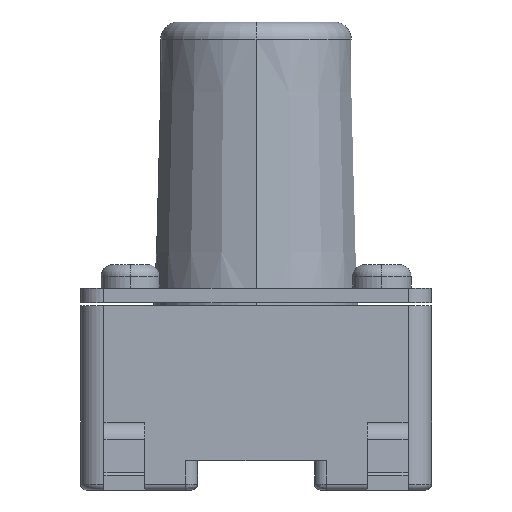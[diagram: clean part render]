
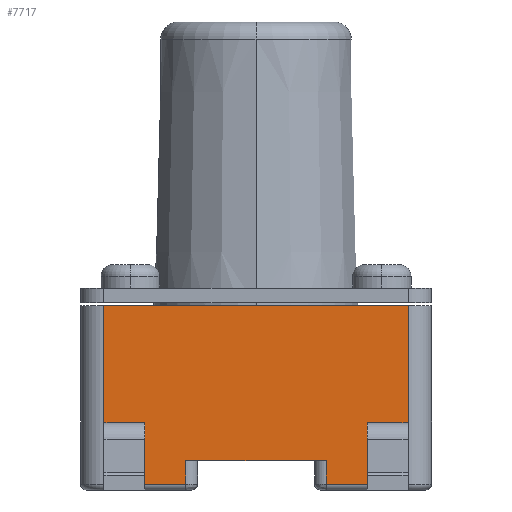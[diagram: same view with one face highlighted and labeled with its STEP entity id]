
A CAD part, left-side view. The second image highlights one B-rep face of the part: STEP entity #7717.
In plain terms, the highlighted planar face has unit normal (-1, 0, 0).
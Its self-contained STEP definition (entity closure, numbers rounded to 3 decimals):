
#73 = ORIENTED_EDGE ( 'NONE', *, *, #16676, .F. ) ;
#375 = CARTESIAN_POINT ( 'NONE',  ( -3., 1.2, -0.4 ) ) ;
#419 = CARTESIAN_POINT ( 'NONE',  ( -3., 2.6, -0.4 ) ) ;
#712 = LINE ( 'NONE', #10276, #8741 ) ;
#932 = DIRECTION ( 'NONE',  ( 0., 0., -1. ) ) ;
#1184 = VERTEX_POINT ( 'NONE', #14180 ) ;
#1215 = CARTESIAN_POINT ( 'NONE',  ( -3., 1.9, 0.4 ) ) ;
#1438 = EDGE_CURVE ( 'NONE', #6660, #1184, #10822, .T. ) ;
#1524 = VECTOR ( 'NONE', #4203, 1000. ) ;
#1533 = VERTEX_POINT ( 'NONE', #5490 ) ;
#1667 = CARTESIAN_POINT ( 'NONE',  ( -3., 2.6, -0.4 ) ) ;
#1745 = LINE ( 'NONE', #11328, #9375 ) ;
#1760 = ORIENTED_EDGE ( 'NONE', *, *, #2070, .T. ) ;
#1781 = ORIENTED_EDGE ( 'NONE', *, *, #13801, .T. ) ;
#1951 = EDGE_CURVE ( 'NONE', #9432, #7684, #12427, .T. ) ;
#1989 = ORIENTED_EDGE ( 'NONE', *, *, #14217, .T. ) ;
#1990 = CARTESIAN_POINT ( 'NONE',  ( -3., -1.2, 0. ) ) ;
#2070 = EDGE_CURVE ( 'NONE', #7085, #15112, #6724, .T. ) ;
#2352 = CARTESIAN_POINT ( 'NONE',  ( -3., -1.9, 0.65 ) ) ;
#2673 = VECTOR ( 'NONE', #932, 1000. ) ;
#2756 = EDGE_CURVE ( 'NONE', #10631, #18854, #13129, .T. ) ;
#2808 = CARTESIAN_POINT ( 'NONE',  ( -3., -2.6, 0.65 ) ) ;
#2833 = CARTESIAN_POINT ( 'NONE',  ( -3., 3., 0. ) ) ;
#2925 = VECTOR ( 'NONE', #3061, 1000. ) ;
#2970 = CARTESIAN_POINT ( 'NONE',  ( -3., 2.6, 0.65 ) ) ;
#3061 = DIRECTION ( 'NONE',  ( 0., -1., 0. ) ) ;
#3259 = ORIENTED_EDGE ( 'NONE', *, *, #1438, .F. ) ;
#3273 = CARTESIAN_POINT ( 'NONE',  ( -3., -2.6, 0.4 ) ) ;
#3380 = EDGE_LOOP ( 'NONE', ( #4715, #17791, #12011, #73, #1760, #9357, #5003, #17457, #4723, #1989, #20156, #6038, #17368, #3259, #13695, #1781 ) ) ;
#3973 = FACE_OUTER_BOUND ( 'NONE', #3380, .T. ) ;
#4203 = DIRECTION ( 'NONE',  ( 0., -1., 0. ) ) ;
#4325 = VERTEX_POINT ( 'NONE', #375 ) ;
#4340 = LINE ( 'NONE', #5769, #19611 ) ;
#4355 = CARTESIAN_POINT ( 'NONE',  ( -3., 1.2, 0. ) ) ;
#4382 = DIRECTION ( 'NONE',  ( 0., 1., 0. ) ) ;
#4553 = CARTESIAN_POINT ( 'NONE',  ( -3., -1.2, 0. ) ) ;
#4568 = DIRECTION ( 'NONE',  ( 0., 0., 1. ) ) ;
#4578 = VERTEX_POINT ( 'NONE', #4355 ) ;
#4715 = ORIENTED_EDGE ( 'NONE', *, *, #2756, .F. ) ;
#4723 = ORIENTED_EDGE ( 'NONE', *, *, #11079, .F. ) ;
#4730 = CARTESIAN_POINT ( 'NONE',  ( -3., 1.9, 0.65 ) ) ;
#4843 = DIRECTION ( 'NONE',  ( 0., 0., 1. ) ) ;
#4936 = LINE ( 'NONE', #1667, #12067 ) ;
#5003 = ORIENTED_EDGE ( 'NONE', *, *, #1951, .F. ) ;
#5011 = CARTESIAN_POINT ( 'NONE',  ( -3., -2.6, 0.4 ) ) ;
#5157 = VECTOR ( 'NONE', #11108, 1000. ) ;
#5471 = LINE ( 'NONE', #13315, #19284 ) ;
#5490 = CARTESIAN_POINT ( 'NONE',  ( -3., 2.6, 2.65 ) ) ;
#5599 = DIRECTION ( 'NONE',  ( 0., -1., 0. ) ) ;
#5769 = CARTESIAN_POINT ( 'NONE',  ( -3., 1.2, -0.4 ) ) ;
#6021 = VECTOR ( 'NONE', #4568, 1000. ) ;
#6038 = ORIENTED_EDGE ( 'NONE', *, *, #19675, .T. ) ;
#6094 = VECTOR ( 'NONE', #16862, 1000. ) ;
#6359 = EDGE_CURVE ( 'NONE', #1533, #8590, #12444, .T. ) ;
#6660 = VERTEX_POINT ( 'NONE', #8430 ) ;
#6724 = LINE ( 'NONE', #10257, #16560 ) ;
#6841 = VECTOR ( 'NONE', #4382, 1000. ) ;
#7080 = VECTOR ( 'NONE', #15617, 1000. ) ;
#7085 = VERTEX_POINT ( 'NONE', #12949 ) ;
#7175 = LINE ( 'NONE', #1990, #2673 ) ;
#7546 = CARTESIAN_POINT ( 'NONE',  ( -3., -2.6, -0.4 ) ) ;
#7684 = VERTEX_POINT ( 'NONE', #1215 ) ;
#7717 = ADVANCED_FACE ( 'NONE', ( #3973 ), #11814, .T. ) ;
#8430 = CARTESIAN_POINT ( 'NONE',  ( -3., -2.6, 0.4 ) ) ;
#8585 = EDGE_CURVE ( 'NONE', #4578, #17076, #19490, .T. ) ;
#8590 = VERTEX_POINT ( 'NONE', #10408 ) ;
#8679 = DIRECTION ( 'NONE',  ( 0., 0., 1. ) ) ;
#8741 = VECTOR ( 'NONE', #8679, 1000. ) ;
#8778 = DIRECTION ( 'NONE',  ( -1., 0., 0. ) ) ;
#9130 = DIRECTION ( 'NONE',  ( 0., 1., 0. ) ) ;
#9357 = ORIENTED_EDGE ( 'NONE', *, *, #10928, .F. ) ;
#9375 = VECTOR ( 'NONE', #9779, 1000. ) ;
#9432 = VERTEX_POINT ( 'NONE', #16139 ) ;
#9779 = DIRECTION ( 'NONE',  ( 0., 0., -1. ) ) ;
#10257 = CARTESIAN_POINT ( 'NONE',  ( -3., 2.6, 0.65 ) ) ;
#10276 = CARTESIAN_POINT ( 'NONE',  ( -3., -1.9, 0.4 ) ) ;
#10408 = CARTESIAN_POINT ( 'NONE',  ( -3., -2.6, 2.65 ) ) ;
#10479 = LINE ( 'NONE', #7546, #6841 ) ;
#10631 = VERTEX_POINT ( 'NONE', #15801 ) ;
#10822 = LINE ( 'NONE', #5011, #7080 ) ;
#10928 = EDGE_CURVE ( 'NONE', #7684, #15112, #5471, .T. ) ;
#11079 = EDGE_CURVE ( 'NONE', #4325, #13522, #4340, .T. ) ;
#11108 = DIRECTION ( 'NONE',  ( 0., -1., 0. ) ) ;
#11328 = CARTESIAN_POINT ( 'NONE',  ( -3., -2.6, 2.65 ) ) ;
#11681 = DIRECTION ( 'NONE',  ( 0., 0., 1. ) ) ;
#11792 = DIRECTION ( 'NONE',  ( 0., 1., 0. ) ) ;
#11814 = PLANE ( 'NONE',  #13881 ) ;
#12011 = ORIENTED_EDGE ( 'NONE', *, *, #6359, .F. ) ;
#12067 = VECTOR ( 'NONE', #4843, 1000. ) ;
#12190 = LINE ( 'NONE', #13538, #6021 ) ;
#12427 = LINE ( 'NONE', #15705, #5157 ) ;
#12444 = LINE ( 'NONE', #14092, #2925 ) ;
#12652 = LINE ( 'NONE', #3273, #14032 ) ;
#12949 = CARTESIAN_POINT ( 'NONE',  ( -3., 2.6, 0.65 ) ) ;
#13090 = EDGE_CURVE ( 'NONE', #1184, #13824, #10479, .T. ) ;
#13129 = LINE ( 'NONE', #2808, #16590 ) ;
#13315 = CARTESIAN_POINT ( 'NONE',  ( -3., 1.9, 0.4 ) ) ;
#13479 = EDGE_CURVE ( 'NONE', #13522, #9432, #4936, .T. ) ;
#13480 = CARTESIAN_POINT ( 'NONE',  ( -3., 1.2, 0. ) ) ;
#13522 = VERTEX_POINT ( 'NONE', #419 ) ;
#13538 = CARTESIAN_POINT ( 'NONE',  ( -3., 1.2, -0.4 ) ) ;
#13695 = ORIENTED_EDGE ( 'NONE', *, *, #17489, .T. ) ;
#13739 = EDGE_CURVE ( 'NONE', #8590, #10631, #1745, .T. ) ;
#13755 = DIRECTION ( 'NONE',  ( 0., 0., 1. ) ) ;
#13801 = EDGE_CURVE ( 'NONE', #16269, #18854, #712, .T. ) ;
#13824 = VERTEX_POINT ( 'NONE', #18034 ) ;
#13881 = AXIS2_PLACEMENT_3D ( 'NONE', #2833, #8778, #13755 ) ;
#14032 = VECTOR ( 'NONE', #14096, 1000. ) ;
#14092 = CARTESIAN_POINT ( 'NONE',  ( -3., 2.6, 2.65 ) ) ;
#14096 = DIRECTION ( 'NONE',  ( 0., 1., 0. ) ) ;
#14180 = CARTESIAN_POINT ( 'NONE',  ( -3., -2.6, -0.4 ) ) ;
#14188 = LINE ( 'NONE', #2970, #6094 ) ;
#14217 = EDGE_CURVE ( 'NONE', #4325, #4578, #12190, .T. ) ;
#15112 = VERTEX_POINT ( 'NONE', #4730 ) ;
#15617 = DIRECTION ( 'NONE',  ( 0., 0., -1. ) ) ;
#15705 = CARTESIAN_POINT ( 'NONE',  ( -3., 2.6, 0.4 ) ) ;
#15801 = CARTESIAN_POINT ( 'NONE',  ( -3., -2.6, 0.65 ) ) ;
#16139 = CARTESIAN_POINT ( 'NONE',  ( -3., 2.6, 0.4 ) ) ;
#16269 = VERTEX_POINT ( 'NONE', #18194 ) ;
#16560 = VECTOR ( 'NONE', #5599, 1000. ) ;
#16590 = VECTOR ( 'NONE', #11792, 1000. ) ;
#16676 = EDGE_CURVE ( 'NONE', #7085, #1533, #14188, .T. ) ;
#16862 = DIRECTION ( 'NONE',  ( 0., 0., 1. ) ) ;
#17076 = VERTEX_POINT ( 'NONE', #4553 ) ;
#17368 = ORIENTED_EDGE ( 'NONE', *, *, #13090, .F. ) ;
#17457 = ORIENTED_EDGE ( 'NONE', *, *, #13479, .F. ) ;
#17489 = EDGE_CURVE ( 'NONE', #6660, #16269, #12652, .T. ) ;
#17791 = ORIENTED_EDGE ( 'NONE', *, *, #13739, .F. ) ;
#18034 = CARTESIAN_POINT ( 'NONE',  ( -3., -1.2, -0.4 ) ) ;
#18194 = CARTESIAN_POINT ( 'NONE',  ( -3., -1.9, 0.4 ) ) ;
#18854 = VERTEX_POINT ( 'NONE', #2352 ) ;
#19284 = VECTOR ( 'NONE', #11681, 1000. ) ;
#19490 = LINE ( 'NONE', #13480, #1524 ) ;
#19611 = VECTOR ( 'NONE', #9130, 1000. ) ;
#19675 = EDGE_CURVE ( 'NONE', #17076, #13824, #7175, .T. ) ;
#20156 = ORIENTED_EDGE ( 'NONE', *, *, #8585, .T. ) ;
